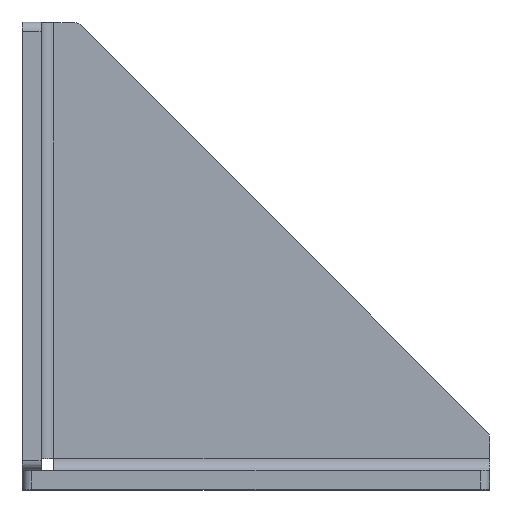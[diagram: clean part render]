
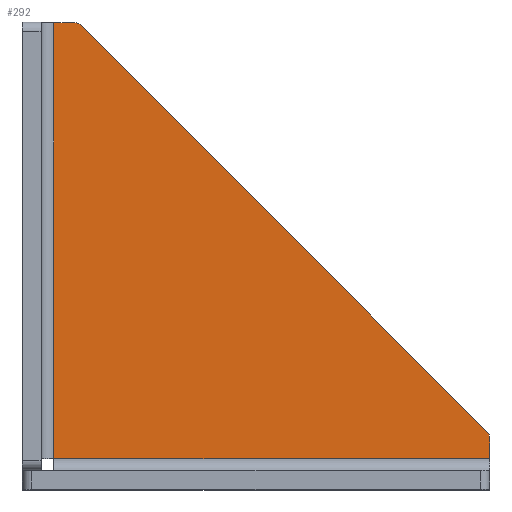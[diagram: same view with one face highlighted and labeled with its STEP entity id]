
A CAD part, top view. The second image highlights one B-rep face of the part: STEP entity #292.
In plain terms, the highlighted planar face has unit normal (0, 0, 1).
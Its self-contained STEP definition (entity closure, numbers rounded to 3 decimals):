
#89 = LINE ( 'NONE', #1933, #824 ) ;
#233 = CARTESIAN_POINT ( 'NONE',  ( 100., 6.7, 0. ) ) ;
#292 = ADVANCED_FACE ( 'NONE', ( #2143 ), #1645, .F. ) ;
#322 = AXIS2_PLACEMENT_3D ( 'NONE', #1839, #2822, #1647 ) ;
#331 = CARTESIAN_POINT ( 'NONE',  ( 100., 12., 0. ) ) ;
#404 = VECTOR ( 'NONE', #1992, 1000. ) ;
#437 = DIRECTION ( 'NONE',  ( -1., 0., 0. ) ) ;
#540 = EDGE_CURVE ( 'NONE', #1044, #2769, #933, .T. ) ;
#592 = EDGE_CURVE ( 'NONE', #945, #1845, #1269, .T. ) ;
#741 = CARTESIAN_POINT ( 'NONE',  ( 11.172, 100., 0. ) ) ;
#767 = LINE ( 'NONE', #2452, #1806 ) ;
#771 = EDGE_CURVE ( 'NONE', #1044, #945, #2718, .T. ) ;
#824 = VECTOR ( 'NONE', #1738, 1000. ) ;
#933 = LINE ( 'NONE', #2628, #1170 ) ;
#945 = VERTEX_POINT ( 'NONE', #2824 ) ;
#947 = DIRECTION ( 'NONE',  ( -1., 0., 0. ) ) ;
#963 = CARTESIAN_POINT ( 'NONE',  ( 6.7, 6.7, 0. ) ) ;
#1001 = ORIENTED_EDGE ( 'NONE', *, *, #2662, .F. ) ;
#1003 = EDGE_CURVE ( 'NONE', #2779, #2726, #767, .T. ) ;
#1032 = CARTESIAN_POINT ( 'NONE',  ( 6.7, 6.7, 0. ) ) ;
#1044 = VERTEX_POINT ( 'NONE', #233 ) ;
#1066 = AXIS2_PLACEMENT_3D ( 'NONE', #3097, #2602, #437 ) ;
#1089 = VECTOR ( 'NONE', #1204, 1000. ) ;
#1127 = VERTEX_POINT ( 'NONE', #1470 ) ;
#1170 = VECTOR ( 'NONE', #947, 1000. ) ;
#1202 = DIRECTION ( 'NONE',  ( 0., 0., 1. ) ) ;
#1204 = DIRECTION ( 'NONE',  ( 0., 1., 0. ) ) ;
#1269 = CIRCLE ( 'NONE', #2317, 2. ) ;
#1400 = ORIENTED_EDGE ( 'NONE', *, *, #1003, .T. ) ;
#1414 = CARTESIAN_POINT ( 'NONE',  ( 99.414, 12.586, 0. ) ) ;
#1421 = CARTESIAN_POINT ( 'NONE',  ( 98., 11.172, 0. ) ) ;
#1451 = ORIENTED_EDGE ( 'NONE', *, *, #592, .T. ) ;
#1461 = DIRECTION ( 'NONE',  ( -1., 0., 0. ) ) ;
#1470 = CARTESIAN_POINT ( 'NONE',  ( 12.586, 99.414, 0. ) ) ;
#1555 = EDGE_CURVE ( 'NONE', #1845, #1127, #89, .T. ) ;
#1637 = ORIENTED_EDGE ( 'NONE', *, *, #1858, .T. ) ;
#1645 = PLANE ( 'NONE',  #1066 ) ;
#1647 = DIRECTION ( 'NONE',  ( -1., 0., 0. ) ) ;
#1738 = DIRECTION ( 'NONE',  ( -0.707, 0.707, 0. ) ) ;
#1806 = VECTOR ( 'NONE', #1461, 1000. ) ;
#1839 = CARTESIAN_POINT ( 'NONE',  ( 11.172, 98., 0. ) ) ;
#1845 = VERTEX_POINT ( 'NONE', #1414 ) ;
#1858 = EDGE_CURVE ( 'NONE', #1127, #2779, #2732, .T. ) ;
#1862 = LINE ( 'NONE', #963, #1089 ) ;
#1933 = CARTESIAN_POINT ( 'NONE',  ( 12., 100., 0. ) ) ;
#1992 = DIRECTION ( 'NONE',  ( 0., 1., 0. ) ) ;
#2143 = FACE_OUTER_BOUND ( 'NONE', #3096, .T. ) ;
#2153 = CARTESIAN_POINT ( 'NONE',  ( 6.7, 100., 0. ) ) ;
#2317 = AXIS2_PLACEMENT_3D ( 'NONE', #1421, #1202, #2610 ) ;
#2452 = CARTESIAN_POINT ( 'NONE',  ( 0., 100., 0. ) ) ;
#2557 = ORIENTED_EDGE ( 'NONE', *, *, #540, .F. ) ;
#2602 = DIRECTION ( 'NONE',  ( 0., 0., -1. ) ) ;
#2610 = DIRECTION ( 'NONE',  ( -1., 0., 0. ) ) ;
#2628 = CARTESIAN_POINT ( 'NONE',  ( 100., 6.7, 0. ) ) ;
#2662 = EDGE_CURVE ( 'NONE', #2769, #2726, #1862, .T. ) ;
#2693 = ORIENTED_EDGE ( 'NONE', *, *, #1555, .T. ) ;
#2718 = LINE ( 'NONE', #331, #404 ) ;
#2726 = VERTEX_POINT ( 'NONE', #2153 ) ;
#2732 = CIRCLE ( 'NONE', #322, 2. ) ;
#2769 = VERTEX_POINT ( 'NONE', #1032 ) ;
#2779 = VERTEX_POINT ( 'NONE', #741 ) ;
#2822 = DIRECTION ( 'NONE',  ( 0., 0., 1. ) ) ;
#2824 = CARTESIAN_POINT ( 'NONE',  ( 100., 11.172, 0. ) ) ;
#2827 = ORIENTED_EDGE ( 'NONE', *, *, #771, .T. ) ;
#3096 = EDGE_LOOP ( 'NONE', ( #2827, #1451, #2693, #1637, #1400, #1001, #2557 ) ) ;
#3097 = CARTESIAN_POINT ( 'NONE',  ( 0., 0., 0. ) ) ;
